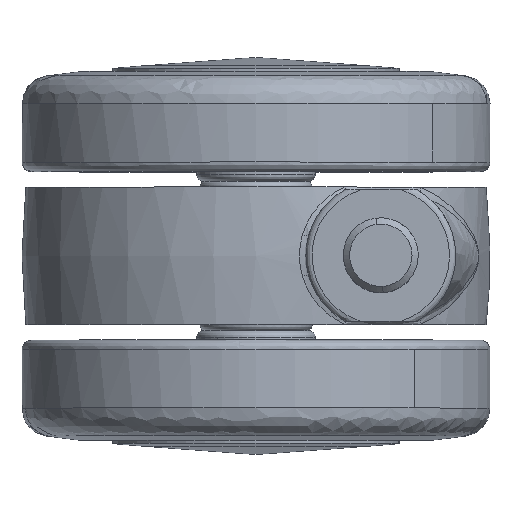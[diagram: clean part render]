
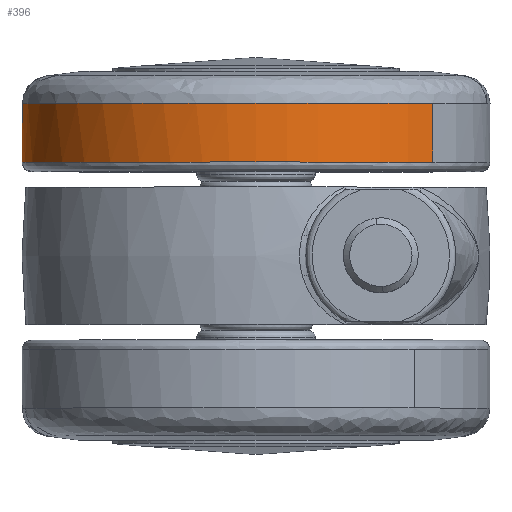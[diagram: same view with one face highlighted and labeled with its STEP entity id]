
A CAD part, top view. The second image highlights one B-rep face of the part: STEP entity #396.
In plain terms, the highlighted free-form (B-spline) face has degree [2, 1] with [9, 2] control points.
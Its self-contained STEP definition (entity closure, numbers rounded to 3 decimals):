
#230=CARTESIAN_POINT('',(28.358,24.634,24.538));
#231=CARTESIAN_POINT('',(26.936,24.634,26.18));
#232=CARTESIAN_POINT('',(25.335,24.634,27.648));
#233=CARTESIAN_POINT('',(-2.313,24.634,52.983));
#234=CARTESIAN_POINT('',(-27.648,24.634,25.335));
#235=CARTESIAN_POINT('',(-52.983,24.634,-2.313));
#236=CARTESIAN_POINT('',(-25.335,24.634,-27.648));
#237=CARTESIAN_POINT('',(2.313,24.634,-52.983));
#238=CARTESIAN_POINT('',(27.648,24.634,-25.335));
#239=CARTESIAN_POINT('',(28.358,14.759,24.538));
#240=CARTESIAN_POINT('',(26.936,14.759,26.18));
#241=CARTESIAN_POINT('',(25.335,14.759,27.648));
#242=CARTESIAN_POINT('',(-2.313,14.759,52.983));
#243=CARTESIAN_POINT('',(-27.648,14.759,25.335));
#244=CARTESIAN_POINT('',(-52.983,14.759,-2.313));
#245=CARTESIAN_POINT('',(-25.335,14.759,-27.648));
#246=CARTESIAN_POINT('',(2.313,14.759,-52.983));
#247=CARTESIAN_POINT('',(27.648,14.759,-25.335));
#255=(BOUNDED_SURFACE()B_SPLINE_SURFACE(2,1,((#230,#239),(#231,#240),(#232,#241),(#233,#242),(#234,#243),(#235,#244),(#236,#245),(#237,#246),(#238,#247)),.UNSPECIFIED.,.F.,.F.,.U.)B_SPLINE_SURFACE_WITH_KNOTS((3,2,2,2,3),(2,2),(0.0,4.971,67.103,129.235,191.367),(0.0,9.875),.UNSPECIFIED.)GEOMETRIC_REPRESENTATION_ITEM()RATIONAL_B_SPLINE_SURFACE(((0.957,0.957),(0.977,0.977),(1.0,1.0),(0.707,0.707),(1.0,1.0),(0.707,0.707),(1.0,1.0),(0.707,0.707),(1.0,1.0)))REPRESENTATION_ITEM('')SURFACE());
#256=CARTESIAN_POINT('',(0.0,24.399,37.5));
#257=VERTEX_POINT('',#256);
#258=CARTESIAN_POINT('',(28.358,24.399,24.538));
#259=VERTEX_POINT('',#258);
#260=CARTESIAN_POINT('',(0.0,24.399,37.5));
#261=CARTESIAN_POINT('',(17.141,24.399,37.5));
#262=CARTESIAN_POINT('',(28.358,24.399,24.538));
#270=(BOUNDED_CURVE()B_SPLINE_CURVE(2,(#260,#261,#262),.UNSPECIFIED.,.F.,.U.)B_SPLINE_CURVE_WITH_KNOTS((3,3),(0.0,0.136),.UNSPECIFIED.)CURVE()GEOMETRIC_REPRESENTATION_ITEM()RATIONAL_B_SPLINE_CURVE((1.0,0.841,0.855))REPRESENTATION_ITEM(''));
#271=EDGE_CURVE('',#257,#259,#270,.T.);
#272=ORIENTED_EDGE('',*,*,#271,.F.);
#273=CARTESIAN_POINT('',(-37.26,24.399,-4.232));
#274=VERTEX_POINT('',#273);
#275=CARTESIAN_POINT('',(-37.26,24.399,-4.232));
#276=CARTESIAN_POINT('',(-37.5,24.399,-2.123));
#277=CARTESIAN_POINT('',(-37.5,24.399,0.));
#278=CARTESIAN_POINT('',(-37.5,24.399,37.5));
#279=CARTESIAN_POINT('',(0.0,24.399,37.5));
#287=(BOUNDED_CURVE()B_SPLINE_CURVE(2,(#275,#276,#277,#278,#279),.UNSPECIFIED.,.F.,.U.)B_SPLINE_CURVE_WITH_KNOTS((3,2,3),(0.73,0.75,1.0),.UNSPECIFIED.)CURVE()GEOMETRIC_REPRESENTATION_ITEM()RATIONAL_B_SPLINE_CURVE((0.958,0.977,1.0,0.707,1.0))REPRESENTATION_ITEM(''));
#288=EDGE_CURVE('',#274,#257,#287,.T.);
#289=ORIENTED_EDGE('',*,*,#288,.F.);
#290=CARTESIAN_POINT('',(0.0,24.399,-37.5));
#291=VERTEX_POINT('',#290);
#292=CARTESIAN_POINT('',(0.0,24.399,-37.5));
#293=CARTESIAN_POINT('',(-33.482,24.399,-37.5));
#294=CARTESIAN_POINT('',(-37.26,24.399,-4.232));
#302=(BOUNDED_CURVE()B_SPLINE_CURVE(2,(#292,#293,#294),.UNSPECIFIED.,.F.,.U.)B_SPLINE_CURVE_WITH_KNOTS((3,3),(0.5,0.73),.UNSPECIFIED.)CURVE()GEOMETRIC_REPRESENTATION_ITEM()RATIONAL_B_SPLINE_CURVE((1.0,0.73,0.958))REPRESENTATION_ITEM(''));
#303=EDGE_CURVE('',#291,#274,#302,.T.);
#304=ORIENTED_EDGE('',*,*,#303,.F.);
#305=CARTESIAN_POINT('',(27.648,24.399,-25.335));
#306=VERTEX_POINT('',#305);
#307=CARTESIAN_POINT('',(27.648,24.399,-25.335));
#308=CARTESIAN_POINT('',(16.5,24.399,-37.5));
#309=CARTESIAN_POINT('',(0.0,24.399,-37.5));
#317=(BOUNDED_CURVE()B_SPLINE_CURVE(2,(#307,#308,#309),.UNSPECIFIED.,.F.,.U.)B_SPLINE_CURVE_WITH_KNOTS((3,3),(0.368,0.5),.UNSPECIFIED.)CURVE()GEOMETRIC_REPRESENTATION_ITEM()RATIONAL_B_SPLINE_CURVE((0.854,0.846,1.0))REPRESENTATION_ITEM(''));
#318=EDGE_CURVE('',#306,#291,#317,.T.);
#319=ORIENTED_EDGE('',*,*,#318,.F.);
#320=CARTESIAN_POINT('',(27.648,15.,-25.335));
#321=VERTEX_POINT('',#320);
#322=CARTESIAN_POINT('',(27.648,24.399,-25.335));
#323=CARTESIAN_POINT('',(27.648,15.,-25.335));
#324=QUASI_UNIFORM_CURVE('',1,(#322,#323),.UNSPECIFIED.,.F.,.U.);
#325=EDGE_CURVE('',#306,#321,#324,.T.);
#326=ORIENTED_EDGE('',*,*,#325,.T.);
#327=CARTESIAN_POINT('',(0.0,15.0,-37.5));
#328=VERTEX_POINT('',#327);
#329=CARTESIAN_POINT('',(27.648,15.,-25.335));
#330=CARTESIAN_POINT('',(16.5,15.,-37.5));
#331=CARTESIAN_POINT('',(0.0,15.0,-37.5));
#339=(BOUNDED_CURVE()B_SPLINE_CURVE(2,(#329,#330,#331),.UNSPECIFIED.,.F.,.U.)B_SPLINE_CURVE_WITH_KNOTS((3,3),(0.368,0.5),.UNSPECIFIED.)CURVE()GEOMETRIC_REPRESENTATION_ITEM()RATIONAL_B_SPLINE_CURVE((0.854,0.846,1.0))REPRESENTATION_ITEM(''));
#340=EDGE_CURVE('',#321,#328,#339,.T.);
#341=ORIENTED_EDGE('',*,*,#340,.T.);
#342=CARTESIAN_POINT('',(-37.488,15.,0.942));
#343=VERTEX_POINT('',#342);
#344=CARTESIAN_POINT('',(0.0,15.0,-37.5));
#345=CARTESIAN_POINT('',(-37.5,15.,-37.5));
#346=CARTESIAN_POINT('',(-37.5,15.0,0.));
#347=CARTESIAN_POINT('',(-37.5,15.,0.471));
#348=CARTESIAN_POINT('',(-37.488,15.,0.942));
#356=(BOUNDED_CURVE()B_SPLINE_CURVE(2,(#344,#345,#346,#347,#348),.UNSPECIFIED.,.F.,.U.)B_SPLINE_CURVE_WITH_KNOTS((3,2,3),(0.5,0.75,0.754),.UNSPECIFIED.)CURVE()GEOMETRIC_REPRESENTATION_ITEM()RATIONAL_B_SPLINE_CURVE((1.0,0.707,1.0,0.995,0.99))REPRESENTATION_ITEM(''));
#357=EDGE_CURVE('',#328,#343,#356,.T.);
#358=ORIENTED_EDGE('',*,*,#357,.T.);
#359=CARTESIAN_POINT('',(0.0,15.0,37.5));
#360=VERTEX_POINT('',#359);
#361=CARTESIAN_POINT('',(-37.488,15.,0.942));
#362=CARTESIAN_POINT('',(-36.569,15.,37.5));
#363=CARTESIAN_POINT('',(0.0,15.0,37.5));
#371=(BOUNDED_CURVE()B_SPLINE_CURVE(2,(#361,#362,#363),.UNSPECIFIED.,.F.,.U.)B_SPLINE_CURVE_WITH_KNOTS((3,3),(0.754,1.0),.UNSPECIFIED.)CURVE()GEOMETRIC_REPRESENTATION_ITEM()RATIONAL_B_SPLINE_CURVE((0.99,0.712,1.0))REPRESENTATION_ITEM(''));
#372=EDGE_CURVE('',#343,#360,#371,.T.);
#373=ORIENTED_EDGE('',*,*,#372,.T.);
#374=CARTESIAN_POINT('',(28.358,15.0,24.538));
#375=VERTEX_POINT('',#374);
#376=CARTESIAN_POINT('',(0.0,15.0,37.5));
#377=CARTESIAN_POINT('',(17.141,15.0,37.5));
#378=CARTESIAN_POINT('',(28.358,15.,24.538));
#386=(BOUNDED_CURVE()B_SPLINE_CURVE(2,(#376,#377,#378),.UNSPECIFIED.,.F.,.U.)B_SPLINE_CURVE_WITH_KNOTS((3,3),(0.0,0.136),.UNSPECIFIED.)CURVE()GEOMETRIC_REPRESENTATION_ITEM()RATIONAL_B_SPLINE_CURVE((1.0,0.841,0.855))REPRESENTATION_ITEM(''));
#387=EDGE_CURVE('',#360,#375,#386,.T.);
#388=ORIENTED_EDGE('',*,*,#387,.T.);
#389=CARTESIAN_POINT('',(28.358,24.399,24.538));
#390=CARTESIAN_POINT('',(28.358,15.0,24.538));
#391=QUASI_UNIFORM_CURVE('',1,(#389,#390),.UNSPECIFIED.,.F.,.U.);
#392=EDGE_CURVE('',#259,#375,#391,.T.);
#393=ORIENTED_EDGE('',*,*,#392,.F.);
#394=EDGE_LOOP('',(#272,#289,#304,#319,#326,#341,#358,#373,#388,#393));
#395=FACE_OUTER_BOUND('',#394,.T.);
#396=ADVANCED_FACE('',(#395),#255,.T.);
